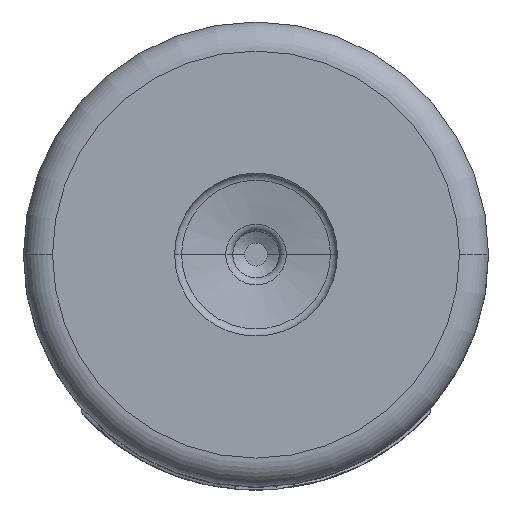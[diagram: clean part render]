
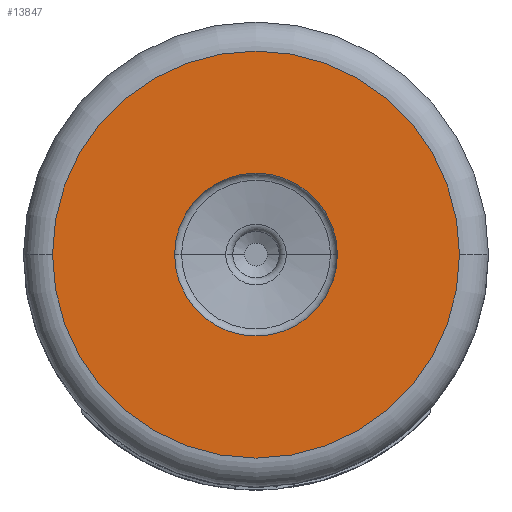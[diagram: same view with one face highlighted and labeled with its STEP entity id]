
A CAD part, front view. The second image highlights one B-rep face of the part: STEP entity #13847.
In plain terms, the highlighted planar face has unit normal (0, -1, 0).
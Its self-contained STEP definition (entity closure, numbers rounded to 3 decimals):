
#2050=CARTESIAN_POINT('',(0.,-4.,0.));
#2051=DIRECTION('',(0.,-1.,0.));
#2052=DIRECTION('',(1.,0.,0.));
#2053=AXIS2_PLACEMENT_3D('',#2050,#2051,#2052);
#2065=CARTESIAN_POINT('',(0.,-4.,0.));
#2066=DIRECTION('',(0.,-1.,0.));
#2067=DIRECTION('',(-1.,0.,0.));
#2068=AXIS2_PLACEMENT_3D('',#2065,#2066,#2067);
#2070=CARTESIAN_POINT('',(0.,-4.,0.));
#2071=DIRECTION('',(0.,-1.,0.));
#2072=DIRECTION('',(1.,0.,0.));
#2073=AXIS2_PLACEMENT_3D('',#2070,#2071,#2072);
#2075=CARTESIAN_POINT('',(0.,-4.,0.));
#2076=DIRECTION('',(0.,-1.,0.));
#2077=DIRECTION('',(-1.,0.,0.));
#2078=AXIS2_PLACEMENT_3D('',#2075,#2076,#2077);
#11603=CARTESIAN_POINT('',(-1.4,-4.,0.));
#11604=CARTESIAN_POINT('',(1.4,-4.,0.));
#11605=VERTEX_POINT('',#11603);
#11606=VERTEX_POINT('',#11604);
#11607=CARTESIAN_POINT('',(3.5,-4.,0.));
#11608=CARTESIAN_POINT('',(-3.5,-4.,0.));
#11609=VERTEX_POINT('',#11607);
#11610=VERTEX_POINT('',#11608);
#13831=CARTESIAN_POINT('',(0.,-4.,0.));
#13832=DIRECTION('',(0.,1.,0.));
#13833=DIRECTION('',(1.,0.,0.));
#13834=AXIS2_PLACEMENT_3D('',#13831,#13832,#13833);
#13835=PLANE('',#13834);
#13836=ORIENTED_EDGE('',*,*,#13821,.F.);
#13838=ORIENTED_EDGE('',*,*,#13837,.F.);
#13839=EDGE_LOOP('',(#13836,#13838));
#13840=FACE_OUTER_BOUND('',#13839,.F.);
#13842=ORIENTED_EDGE('',*,*,#13841,.T.);
#13844=ORIENTED_EDGE('',*,*,#13843,.T.);
#13845=EDGE_LOOP('',(#13842,#13844));
#13846=FACE_BOUND('',#13845,.F.);
#13847=ADVANCED_FACE('',(#13840,#13846),#13835,.F.);
#2054=CIRCLE('',#2053,3.5);
#2069=CIRCLE('',#2068,1.4);
#2074=CIRCLE('',#2073,1.4);
#2079=CIRCLE('',#2078,3.5);
#13821=EDGE_CURVE('',#11609,#11610,#2054,.T.);
#13837=EDGE_CURVE('',#11610,#11609,#2079,.T.);
#13841=EDGE_CURVE('',#11605,#11606,#2069,.T.);
#13843=EDGE_CURVE('',#11606,#11605,#2074,.T.);
